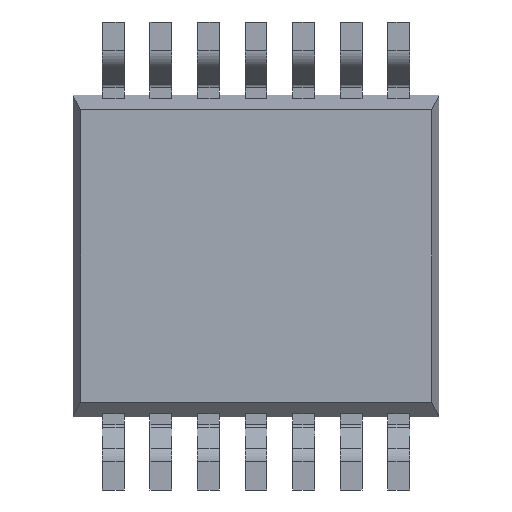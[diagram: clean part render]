
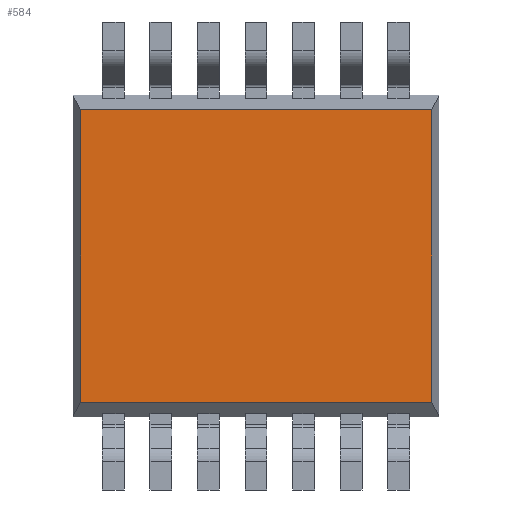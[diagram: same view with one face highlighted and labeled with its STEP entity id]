
A CAD part, front view. The second image highlights one B-rep face of the part: STEP entity #584.
In plain terms, the highlighted planar face has unit normal (0, -1, 0).
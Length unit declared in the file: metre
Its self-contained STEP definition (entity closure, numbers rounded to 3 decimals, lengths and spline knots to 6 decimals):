
#584 = ADVANCED_FACE( '', ( #1177 ), #1178, .T. );
#1177 = FACE_OUTER_BOUND( '', #1774, .T. );
#1178 = PLANE( '', #1775 );
#1774 = EDGE_LOOP( '', ( #3618, #3619, #3620, #3621 ) );
#1775 = AXIS2_PLACEMENT_3D( '', #3622, #3623, #3624 );
#3618 = ORIENTED_EDGE( '', *, *, #4274, .F. );
#3619 = ORIENTED_EDGE( '', *, *, #4513, .T. );
#3620 = ORIENTED_EDGE( '', *, *, #4498, .T. );
#3621 = ORIENTED_EDGE( '', *, *, #4353, .T. );
#3622 = CARTESIAN_POINT( '', ( -0.0004, 0.0001, -0.0012 ) );
#3623 = DIRECTION( '', ( 0., -1., 0. ) );
#3624 = DIRECTION( '', ( 0., 0., -1. ) );
#4274 = EDGE_CURVE( '', #5381, #5383, #5384, .T. );
#4353 = EDGE_CURVE( '', #5485, #5383, #5486, .T. );
#4498 = EDGE_CURVE( '', #5657, #5485, #5658, .T. );
#4513 = EDGE_CURVE( '', #5381, #5657, #5673, .T. );
#5381 = VERTEX_POINT( '', #6881 );
#5383 = VERTEX_POINT( '', #6884 );
#5384 = LINE( '', #6885, #6886 );
#5485 = VERTEX_POINT( '', #7033 );
#5486 = LINE( '', #7034, #7035 );
#5657 = VERTEX_POINT( '', #7272 );
#5658 = LINE( '', #7273, #7274 );
#5673 = LINE( '', #7295, #7296 );
#6881 = CARTESIAN_POINT( '', ( -0.0003, 0.0001, -0.0012 ) );
#6884 = CARTESIAN_POINT( '', ( 0.0045, 0.0001, -0.0012 ) );
#6885 = CARTESIAN_POINT( '', ( -0.0004, 0.0001, -0.0012 ) );
#6886 = VECTOR( '', #7916, 1. );
#7033 = CARTESIAN_POINT( '', ( 0.0045, 0.0001, -0.0052 ) );
#7034 = CARTESIAN_POINT( '', ( 0.0045, 0.0001, -0.0012 ) );
#7035 = VECTOR( '', #7987, 1. );
#7272 = CARTESIAN_POINT( '', ( -0.0003, 0.0001, -0.0052 ) );
#7273 = CARTESIAN_POINT( '', ( -0.0004, 0.0001, -0.0052 ) );
#7274 = VECTOR( '', #8108, 1. );
#7295 = CARTESIAN_POINT( '', ( -0.0003, 0.0001, -0.0012 ) );
#7296 = VECTOR( '', #8118, 1. );
#7916 = DIRECTION( '', ( 1., 0., 0. ) );
#7987 = DIRECTION( '', ( 0., 0., 1. ) );
#8108 = DIRECTION( '', ( 1., 0., 0. ) );
#8118 = DIRECTION( '', ( 0., 0., -1. ) );
